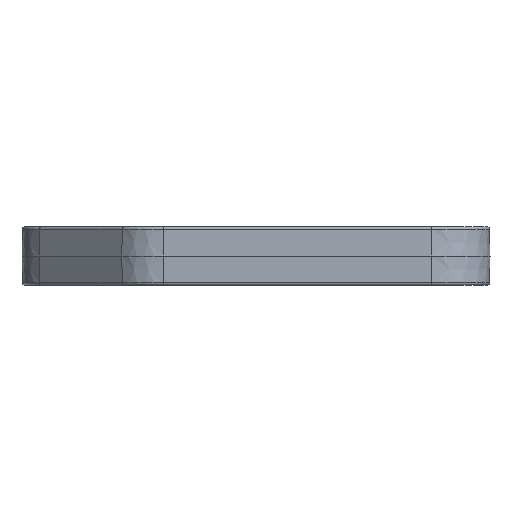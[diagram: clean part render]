
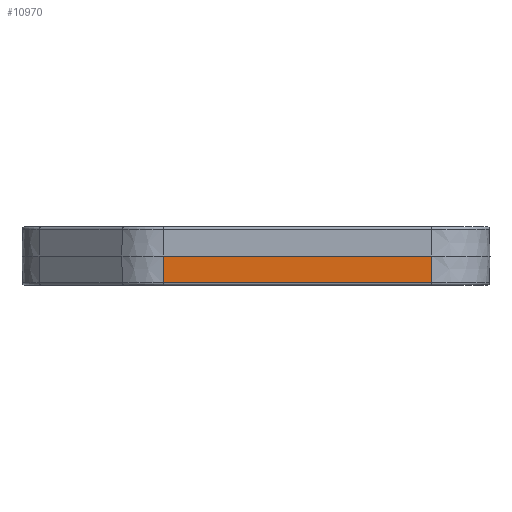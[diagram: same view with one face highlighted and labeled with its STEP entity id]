
A CAD part, front view. The second image highlights one B-rep face of the part: STEP entity #10970.
In plain terms, the highlighted planar face has unit normal (0, -1, -0.018).
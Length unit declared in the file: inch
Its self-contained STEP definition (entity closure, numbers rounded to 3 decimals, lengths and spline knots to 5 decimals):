
#218 = ORIENTED_EDGE ( 'NONE', *, *, #16404, .F. ) ;
#463 = AXIS2_PLACEMENT_3D ( 'NONE', #6148, #7589, #10361 ) ;
#1531 = EDGE_LOOP ( 'NONE', ( #4180, #7228, #14504, #218 ) ) ;
#1942 = VERTEX_POINT ( 'NONE', #12230 ) ;
#2751 = DIRECTION ( 'NONE',  ( 0., -0.017, 1. ) ) ;
#3408 = VECTOR ( 'NONE', #2751, 39.37008 ) ;
#4164 = LINE ( 'NONE', #14364, #8904 ) ;
#4180 = ORIENTED_EDGE ( 'NONE', *, *, #18513, .T. ) ;
#4333 = CARTESIAN_POINT ( 'NONE',  ( 0., 0., 0. ) ) ;
#4672 = VECTOR ( 'NONE', #9776, 39.37008 ) ;
#4724 = CARTESIAN_POINT ( 'NONE',  ( 1.75, 0.00201, -0.11517 ) ) ;
#6054 = FACE_OUTER_BOUND ( 'NONE', #1531, .T. ) ;
#6148 = CARTESIAN_POINT ( 'NONE',  ( 0., 0., 0. ) ) ;
#6574 = LINE ( 'NONE', #14014, #10966 ) ;
#7192 = LINE ( 'NONE', #4333, #4672 ) ;
#7228 = ORIENTED_EDGE ( 'NONE', *, *, #15927, .T. ) ;
#7589 = DIRECTION ( 'NONE',  ( 0., -1., -0.017 ) ) ;
#8872 = LINE ( 'NONE', #18770, #3408 ) ;
#8904 = VECTOR ( 'NONE', #15790, 39.37008 ) ;
#9776 = DIRECTION ( 'NONE',  ( 1., 0., 0. ) ) ;
#10361 = DIRECTION ( 'NONE',  ( 0., 0.017, -1. ) ) ;
#10886 = VERTEX_POINT ( 'NONE', #15598 ) ;
#10966 = VECTOR ( 'NONE', #14106, 39.37008 ) ;
#10970 = ADVANCED_FACE ( 'NONE', ( #6054 ), #17585, .T. ) ;
#12230 = CARTESIAN_POINT ( 'NONE',  ( 0.60355, 0., 0. ) ) ;
#13033 = CARTESIAN_POINT ( 'NONE',  ( 0.60355, 0.00201, -0.11517 ) ) ;
#14014 = CARTESIAN_POINT ( 'NONE',  ( 0.60355, 0., 0. ) ) ;
#14106 = DIRECTION ( 'NONE',  ( 0., 0.017, -1. ) ) ;
#14364 = CARTESIAN_POINT ( 'NONE',  ( 0., 0.00201, -0.11517 ) ) ;
#14504 = ORIENTED_EDGE ( 'NONE', *, *, #15505, .T. ) ;
#15505 = EDGE_CURVE ( 'NONE', #17507, #10886, #8872, .T. ) ;
#15598 = CARTESIAN_POINT ( 'NONE',  ( 1.75, 0., 0. ) ) ;
#15790 = DIRECTION ( 'NONE',  ( 1., 0., 0. ) ) ;
#15927 = EDGE_CURVE ( 'NONE', #17116, #17507, #4164, .T. ) ;
#16404 = EDGE_CURVE ( 'NONE', #1942, #10886, #7192, .T. ) ;
#17116 = VERTEX_POINT ( 'NONE', #13033 ) ;
#17507 = VERTEX_POINT ( 'NONE', #4724 ) ;
#17585 = PLANE ( 'NONE',  #463 ) ;
#18513 = EDGE_CURVE ( 'NONE', #1942, #17116, #6574, .T. ) ;
#18770 = CARTESIAN_POINT ( 'NONE',  ( 1.75, 0., 0. ) ) ;
